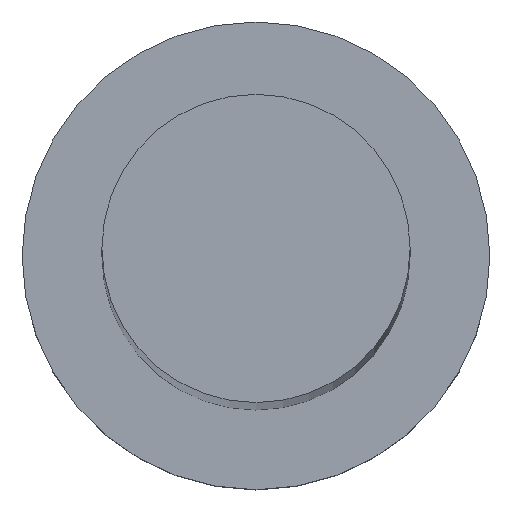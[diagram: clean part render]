
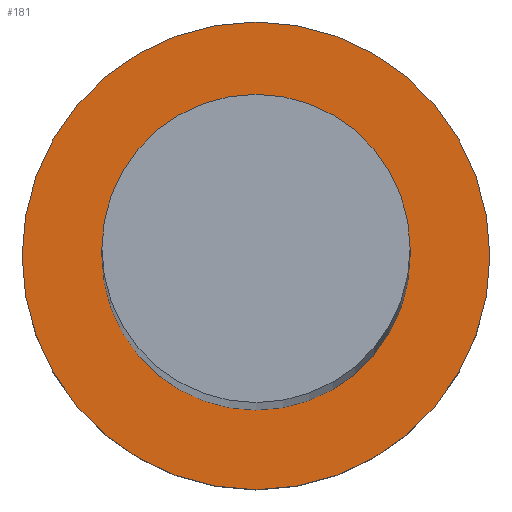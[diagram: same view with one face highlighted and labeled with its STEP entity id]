
A CAD part, top view. The second image highlights one B-rep face of the part: STEP entity #181.
In plain terms, the highlighted planar face has unit normal (0, 0, 1).
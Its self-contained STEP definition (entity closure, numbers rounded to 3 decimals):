
#7 = EDGE_CURVE ( 'NONE', #49, #132, #96, .T. ) ;
#19 = DIRECTION ( 'NONE',  ( 1., 0., 0. ) ) ;
#25 = DIRECTION ( 'NONE',  ( 1., 0., 0. ) ) ;
#28 = ORIENTED_EDGE ( 'NONE', *, *, #94, .T. ) ;
#30 = ORIENTED_EDGE ( 'NONE', *, *, #133, .F. ) ;
#42 = DIRECTION ( 'NONE',  ( 0., 0., 1. ) ) ;
#47 = FACE_OUTER_BOUND ( 'NONE', #213, .T. ) ;
#49 = VERTEX_POINT ( 'NONE', #85 ) ;
#50 = ORIENTED_EDGE ( 'NONE', *, *, #7, .T. ) ;
#55 = CIRCLE ( 'NONE', #193, 11. ) ;
#58 = DIRECTION ( 'NONE',  ( 0., 0., 1. ) ) ;
#60 = CARTESIAN_POINT ( 'NONE',  ( 7.25, 0., 7. ) ) ;
#61 = CIRCLE ( 'NONE', #112, 7.25 ) ;
#69 = DIRECTION ( 'NONE',  ( 1., 0., 0. ) ) ;
#70 = EDGE_LOOP ( 'NONE', ( #30, #232 ) ) ;
#85 = CARTESIAN_POINT ( 'NONE',  ( -11., 0., 7. ) ) ;
#94 = EDGE_CURVE ( 'NONE', #132, #49, #55, .T. ) ;
#96 = CIRCLE ( 'NONE', #158, 11. ) ;
#112 = AXIS2_PLACEMENT_3D ( 'NONE', #138, #182, #221 ) ;
#119 = CARTESIAN_POINT ( 'NONE',  ( -7.25, 0., 7. ) ) ;
#122 = CARTESIAN_POINT ( 'NONE',  ( 0., 0., 7. ) ) ;
#132 = VERTEX_POINT ( 'NONE', #146 ) ;
#133 = EDGE_CURVE ( 'NONE', #233, #208, #155, .T. ) ;
#138 = CARTESIAN_POINT ( 'NONE',  ( 0., 0., 7. ) ) ;
#141 = CARTESIAN_POINT ( 'NONE',  ( 0., 0., 7. ) ) ;
#146 = CARTESIAN_POINT ( 'NONE',  ( 11., 0., 7. ) ) ;
#155 = CIRCLE ( 'NONE', #234, 7.25 ) ;
#158 = AXIS2_PLACEMENT_3D ( 'NONE', #171, #253, #69 ) ;
#169 = DIRECTION ( 'NONE',  ( 1., 0., 0. ) ) ;
#171 = CARTESIAN_POINT ( 'NONE',  ( 0., 0., 7. ) ) ;
#181 = ADVANCED_FACE ( 'NONE', ( #230, #47 ), #242, .T. ) ;
#182 = DIRECTION ( 'NONE',  ( 0., 0., 1. ) ) ;
#184 = DIRECTION ( 'NONE',  ( 0., 0., 1. ) ) ;
#191 = EDGE_CURVE ( 'NONE', #208, #233, #61, .T. ) ;
#193 = AXIS2_PLACEMENT_3D ( 'NONE', #141, #184, #169 ) ;
#208 = VERTEX_POINT ( 'NONE', #60 ) ;
#213 = EDGE_LOOP ( 'NONE', ( #50, #28 ) ) ;
#219 = AXIS2_PLACEMENT_3D ( 'NONE', #122, #58, #19 ) ;
#221 = DIRECTION ( 'NONE',  ( 1., 0., 0. ) ) ;
#229 = CARTESIAN_POINT ( 'NONE',  ( 0., 0., 7. ) ) ;
#230 = FACE_BOUND ( 'NONE', #70, .T. ) ;
#232 = ORIENTED_EDGE ( 'NONE', *, *, #191, .F. ) ;
#233 = VERTEX_POINT ( 'NONE', #119 ) ;
#234 = AXIS2_PLACEMENT_3D ( 'NONE', #229, #42, #25 ) ;
#242 = PLANE ( 'NONE',  #219 ) ;
#253 = DIRECTION ( 'NONE',  ( 0., 0., 1. ) ) ;
